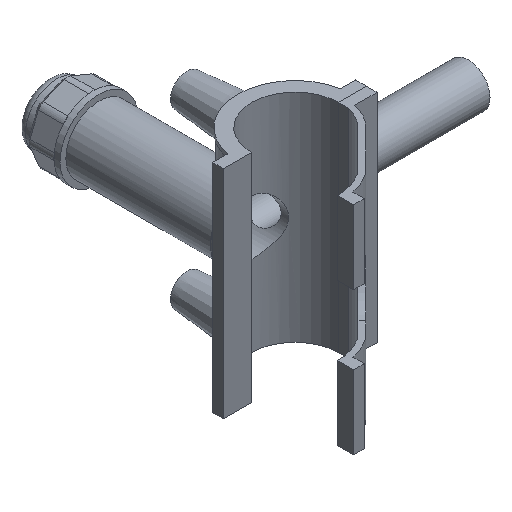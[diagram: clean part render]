
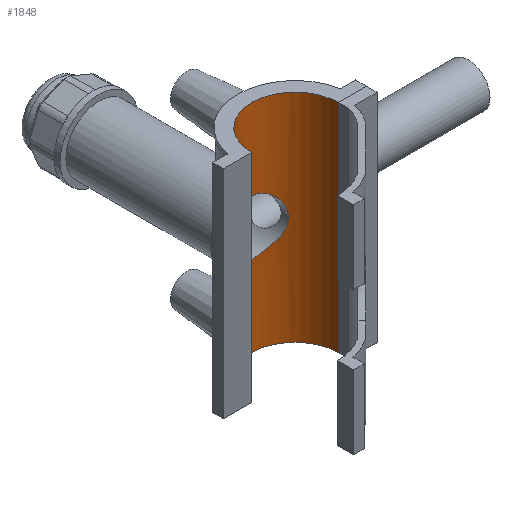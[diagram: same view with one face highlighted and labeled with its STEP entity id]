
A CAD part, isometric view. The second image highlights one B-rep face of the part: STEP entity #1848.
In plain terms, the highlighted cylindrical face has radius 20 mm (diameter 40 mm), a partial arc.
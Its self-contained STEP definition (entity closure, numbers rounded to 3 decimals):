
#127=LINE('',#3490,#272);
#128=LINE('',#3494,#273);
#272=VECTOR('',#2465,100.);
#273=VECTOR('',#2468,100.);
#354=FACE_BOUND('',#628,.T.);
#355=B_SPLINE_CURVE_WITH_KNOTS('',3,(#2629,#2630,#2631,#2632,#2633,#2634,
#2635,#2636,#2637,#2638,#2639,#2640,#2641,#2642,#2643,#2644,#2645,#2646,
#2647,#2648,#2649,#2650,#2651,#2652,#2653,#2654,#2655,#2656,#2657,#2658,
#2659,#2660,#2661,#2662,#2663,#2664,#2665,#2666,#2667,#2668,#2669,#2670,
#2671,#2672,#2673,#2674,#2675,#2676,#2677,#2678),.UNSPECIFIED.,.T.,.F.,
(4,2,2,2,2,2,2,2,2,2,2,2,2,2,2,2,2,2,2,2,2,2,2,2,4),(0.,0.247,
0.494,0.987,1.477,1.722,1.967,
2.211,2.456,2.946,3.439,3.686,
3.933,4.18,4.427,4.92,5.41,
5.655,5.9,6.144,6.389,6.879,
7.372,7.619,7.866),.UNSPECIFIED.);
#403=CYLINDRICAL_SURFACE('',#2034,20.);
#494=FACE_OUTER_BOUND('',#627,.T.);
#627=EDGE_LOOP('',(#1552,#1553,#1554,#1555));
#628=EDGE_LOOP('',(#1556));
#719=CIRCLE('',#2031,20.);
#720=CIRCLE('',#2033,20.);
#738=VERTEX_POINT('',#2628);
#862=VERTEX_POINT('',#3484);
#864=VERTEX_POINT('',#3488);
#865=VERTEX_POINT('',#3492);
#866=VERTEX_POINT('',#3493);
#914=EDGE_CURVE('',#738,#738,#355,.T.);
#1097=EDGE_CURVE('',#862,#864,#127,.T.);
#1098=EDGE_CURVE('',#865,#866,#128,.T.);
#1104=EDGE_CURVE('',#862,#866,#719,.T.);
#1105=EDGE_CURVE('',#865,#864,#720,.T.);
#1552=ORIENTED_EDGE('',*,*,#1098,.T.);
#1553=ORIENTED_EDGE('',*,*,#1104,.F.);
#1554=ORIENTED_EDGE('',*,*,#1097,.T.);
#1555=ORIENTED_EDGE('',*,*,#1105,.F.);
#1556=ORIENTED_EDGE('',*,*,#914,.T.);
#1848=ADVANCED_FACE('',(#494,#354),#403,.F.);
#2031=AXIS2_PLACEMENT_3D('',#3503,#2476,#2477);
#2033=AXIS2_PLACEMENT_3D('',#3505,#2480,#2481);
#2034=AXIS2_PLACEMENT_3D('',#3508,#2484,#2485);
#2465=DIRECTION('',(0.,0.,-1.));
#2468=DIRECTION('',(0.,0.,1.));
#2476=DIRECTION('center_axis',(0.,0.,-1.));
#2477=DIRECTION('ref_axis',(-1.,0.,0.));
#2480=DIRECTION('center_axis',(0.,0.,1.));
#2481=DIRECTION('ref_axis',(-1.,0.,0.));
#2484=DIRECTION('center_axis',(0.,0.,1.));
#2485=DIRECTION('ref_axis',(-1.,0.,0.));
#2628=CARTESIAN_POINT('',(-12.6,15.532,0.));
#2629=CARTESIAN_POINT('Ctrl Pts',(-12.6,15.532,0.));
#2630=CARTESIAN_POINT('Ctrl Pts',(-12.6,15.532,0.823));
#2631=CARTESIAN_POINT('Ctrl Pts',(-12.518,15.599,1.661));
#2632=CARTESIAN_POINT('Ctrl Pts',(-12.187,15.86,3.309));
#2633=CARTESIAN_POINT('Ctrl Pts',(-11.937,16.052,4.118));
#2634=CARTESIAN_POINT('Ctrl Pts',(-10.965,16.745,6.428));
#2635=CARTESIAN_POINT('Ctrl Pts',(-10.007,17.36,7.812));
#2636=CARTESIAN_POINT('Ctrl Pts',(-7.821,18.448,9.998));
#2637=CARTESIAN_POINT('Ctrl Pts',(-6.435,19.004,10.962));
#2638=CARTESIAN_POINT('Ctrl Pts',(-4.115,19.588,11.939));
#2639=CARTESIAN_POINT('Ctrl Pts',(-3.302,19.743,12.189));
#2640=CARTESIAN_POINT('Ctrl Pts',(-1.653,19.949,12.519));
#2641=CARTESIAN_POINT('Ctrl Pts',(-0.816,20.,12.6));
#2642=CARTESIAN_POINT('Ctrl Pts',(0.816,20.,12.6));
#2643=CARTESIAN_POINT('Ctrl Pts',(1.653,19.949,12.519));
#2644=CARTESIAN_POINT('Ctrl Pts',(3.302,19.743,12.189));
#2645=CARTESIAN_POINT('Ctrl Pts',(4.115,19.588,11.939));
#2646=CARTESIAN_POINT('Ctrl Pts',(6.435,19.004,10.962));
#2647=CARTESIAN_POINT('Ctrl Pts',(7.821,18.448,9.998));
#2648=CARTESIAN_POINT('Ctrl Pts',(10.007,17.36,7.812));
#2649=CARTESIAN_POINT('Ctrl Pts',(10.965,16.745,6.428));
#2650=CARTESIAN_POINT('Ctrl Pts',(11.937,16.052,4.118));
#2651=CARTESIAN_POINT('Ctrl Pts',(12.187,15.86,3.309));
#2652=CARTESIAN_POINT('Ctrl Pts',(12.518,15.599,1.661));
#2653=CARTESIAN_POINT('Ctrl Pts',(12.6,15.532,0.823));
#2654=CARTESIAN_POINT('Ctrl Pts',(12.6,15.532,-0.823));
#2655=CARTESIAN_POINT('Ctrl Pts',(12.518,15.599,-1.661));
#2656=CARTESIAN_POINT('Ctrl Pts',(12.187,15.86,-3.309));
#2657=CARTESIAN_POINT('Ctrl Pts',(11.937,16.052,-4.118));
#2658=CARTESIAN_POINT('Ctrl Pts',(10.965,16.745,-6.428));
#2659=CARTESIAN_POINT('Ctrl Pts',(10.007,17.36,-7.812));
#2660=CARTESIAN_POINT('Ctrl Pts',(7.821,18.448,-9.998));
#2661=CARTESIAN_POINT('Ctrl Pts',(6.435,19.004,-10.962));
#2662=CARTESIAN_POINT('Ctrl Pts',(4.115,19.588,-11.939));
#2663=CARTESIAN_POINT('Ctrl Pts',(3.302,19.743,-12.189));
#2664=CARTESIAN_POINT('Ctrl Pts',(1.653,19.949,-12.519));
#2665=CARTESIAN_POINT('Ctrl Pts',(0.816,20.,-12.6));
#2666=CARTESIAN_POINT('Ctrl Pts',(-0.816,20.,-12.6));
#2667=CARTESIAN_POINT('Ctrl Pts',(-1.653,19.949,-12.519));
#2668=CARTESIAN_POINT('Ctrl Pts',(-3.302,19.743,-12.189));
#2669=CARTESIAN_POINT('Ctrl Pts',(-4.115,19.588,-11.939));
#2670=CARTESIAN_POINT('Ctrl Pts',(-6.435,19.004,-10.962));
#2671=CARTESIAN_POINT('Ctrl Pts',(-7.821,18.448,-9.998));
#2672=CARTESIAN_POINT('Ctrl Pts',(-10.007,17.36,-7.812));
#2673=CARTESIAN_POINT('Ctrl Pts',(-10.965,16.745,-6.428));
#2674=CARTESIAN_POINT('Ctrl Pts',(-11.937,16.052,-4.118));
#2675=CARTESIAN_POINT('Ctrl Pts',(-12.187,15.86,-3.309));
#2676=CARTESIAN_POINT('Ctrl Pts',(-12.518,15.599,-1.661));
#2677=CARTESIAN_POINT('Ctrl Pts',(-12.6,15.532,-0.823));
#2678=CARTESIAN_POINT('Ctrl Pts',(-12.6,15.532,0.));
#3484=CARTESIAN_POINT('',(-20.,0.05,50.));
#3488=CARTESIAN_POINT('',(-20.,0.05,-50.));
#3490=CARTESIAN_POINT('',(-20.,0.05,0.));
#3492=CARTESIAN_POINT('',(20.,0.05,-50.));
#3493=CARTESIAN_POINT('',(20.,0.05,50.));
#3494=CARTESIAN_POINT('',(20.,0.05,0.));
#3503=CARTESIAN_POINT('Origin',(0.,0.,50.));
#3505=CARTESIAN_POINT('Origin',(0.,0.,-50.));
#3508=CARTESIAN_POINT('Origin',(0.,0.,0.));
